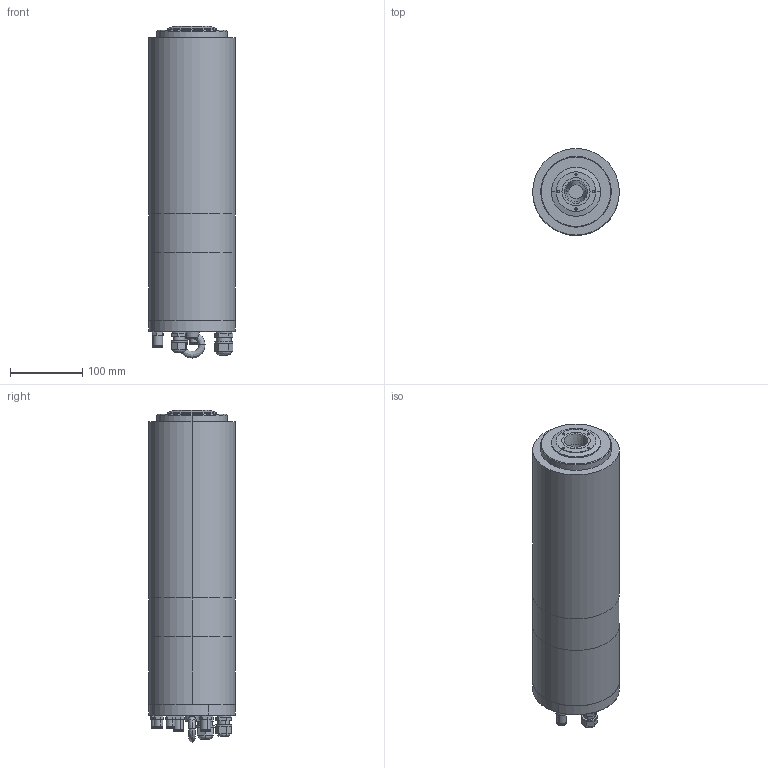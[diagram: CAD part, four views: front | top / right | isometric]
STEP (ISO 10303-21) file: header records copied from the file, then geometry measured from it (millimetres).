
FILE_DESCRIPTION (( 'STEP AP214' ), '1' );
FILE_NAME ('GDL120-30-18Z-5.5-4P.STEP', '2024-07-15T08:25:46', ( '00' ), ( '' ), 'SwSTEP 2.0', 'SolidWorks 2018', '' );
FILE_SCHEMA (( 'AUTOMOTIVE_DESIGN' ));
Length unit declared in the file: millimetre
Products named in the file (12): 籵蚚M10阨郲; 陓瘍羲壽M12; GDL120綴裔; GB 825-88________M8__16(20__).STEP; 萇埭羲壽M16; GDL1220-30ァ詰1; GDL1220-30ァ詰2; GDL120-30-18Z-5.5-4P; 籵蚚M10ァ郲_1; GDL1220-30ヶ蹟譫; gdl120-30-18z-7.5-4P气缸4; GDL1220-30儂褲
Assembly tree (14 placements, depth 3):
  GDL120-30-18Z-5.5-4P
    GDL1220-30儂褲
    GDL1220-30ヶ蹟譫
    GDL1220-30ァ詰1
    GDL1220-30ァ詰2
    GDL120綴裔
      gdl120-30-18z-7.5-4P气缸4
      萇埭羲壽M16
      籵蚚M10ァ郲_1  x3
      籵蚚M10阨郲  x2
      陓瘍羲壽M12
    GB 825-88________M8__16(20__).STEP
Bounding box: 120 x 120 x 460.1 mm (x, y, z)
Volume: 4704095 mm3; surface area: 291835.6 mm2
Topology: 13 solids, 13 shells, 330 faces, 734 edges, 458 vertices
Faces by surface type: plane 147, cylinder 134, cone 34, bspline 15
Entity records: 12521 total; most frequent: CARTESIAN_POINT 3135, DIRECTION 1362, ORIENTED_EDGE 1152, EDGE_CURVE 576, AXIS2_PLACEMENT_3D 543, VERTEX_POINT 362, EDGE_LOOP 320, UNCERTAINTY_MEASURE_WITH_UNIT 296
